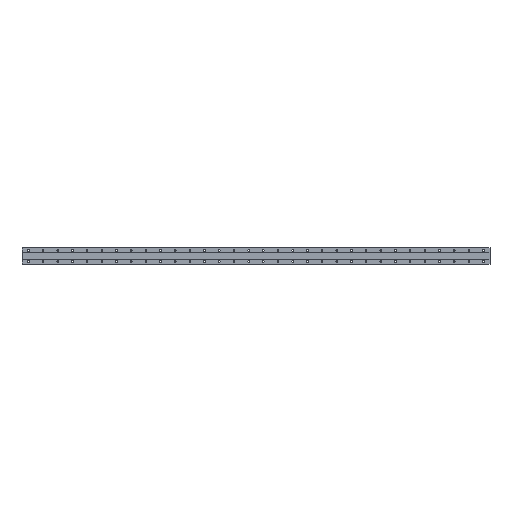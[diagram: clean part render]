
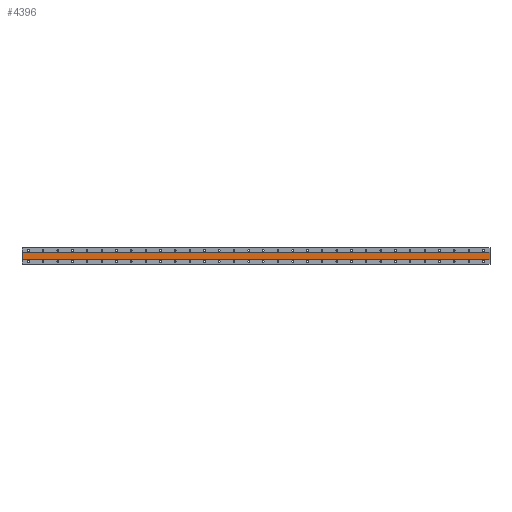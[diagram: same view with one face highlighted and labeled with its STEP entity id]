
A CAD part, front view. The second image highlights one B-rep face of the part: STEP entity #4396.
In plain terms, the highlighted planar face has unit normal (0, -1, 0).
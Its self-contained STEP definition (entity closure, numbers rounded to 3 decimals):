
#30 = CARTESIAN_POINT ( 'NONE',  ( 2515., 1., 20. ) ) ;
#451 = VECTOR ( 'NONE', #9459, 1000. ) ;
#536 = CARTESIAN_POINT ( 'NONE',  ( -35., 1., 20. ) ) ;
#582 = CARTESIAN_POINT ( 'NONE',  ( 2515., 1., -20. ) ) ;
#626 = ORIENTED_EDGE ( 'NONE', *, *, #2562, .F. ) ;
#741 = PLANE ( 'NONE',  #885 ) ;
#856 = LINE ( 'NONE', #30, #1720 ) ;
#885 = AXIS2_PLACEMENT_3D ( 'NONE', #4940, #9271, #1498 ) ;
#1304 = CARTESIAN_POINT ( 'NONE',  ( -35., 1., -20. ) ) ;
#1383 = ORIENTED_EDGE ( 'NONE', *, *, #5954, .F. ) ;
#1498 = DIRECTION ( 'NONE',  ( 0., 0., 1. ) ) ;
#1720 = VECTOR ( 'NONE', #3392, 1000. ) ;
#1934 = VECTOR ( 'NONE', #10631, 1000. ) ;
#2176 = LINE ( 'NONE', #582, #1934 ) ;
#2399 = EDGE_LOOP ( 'NONE', ( #1383, #5802, #626, #3176 ) ) ;
#2562 = EDGE_CURVE ( 'NONE', #3183, #8805, #7616, .T. ) ;
#3055 = EDGE_CURVE ( 'NONE', #8805, #5358, #856, .T. ) ;
#3176 = ORIENTED_EDGE ( 'NONE', *, *, #5602, .F. ) ;
#3183 = VERTEX_POINT ( 'NONE', #3967 ) ;
#3262 = CARTESIAN_POINT ( 'NONE',  ( 2515., 1., -20. ) ) ;
#3392 = DIRECTION ( 'NONE',  ( 0., 0., -1. ) ) ;
#3454 = CARTESIAN_POINT ( 'NONE',  ( 2515., 1., 20. ) ) ;
#3967 = CARTESIAN_POINT ( 'NONE',  ( -35., 1., 20. ) ) ;
#4396 = ADVANCED_FACE ( 'NONE', ( #4823 ), #741, .F. ) ;
#4823 = FACE_OUTER_BOUND ( 'NONE', #2399, .T. ) ;
#4940 = CARTESIAN_POINT ( 'NONE',  ( 2515., 1., 20. ) ) ;
#5358 = VERTEX_POINT ( 'NONE', #3262 ) ;
#5503 = DIRECTION ( 'NONE',  ( 0., 0., 1. ) ) ;
#5602 = EDGE_CURVE ( 'NONE', #7118, #3183, #9917, .T. ) ;
#5802 = ORIENTED_EDGE ( 'NONE', *, *, #3055, .F. ) ;
#5954 = EDGE_CURVE ( 'NONE', #5358, #7118, #2176, .T. ) ;
#6581 = VECTOR ( 'NONE', #5503, 1000. ) ;
#7118 = VERTEX_POINT ( 'NONE', #1304 ) ;
#7616 = LINE ( 'NONE', #3454, #451 ) ;
#8805 = VERTEX_POINT ( 'NONE', #9828 ) ;
#9271 = DIRECTION ( 'NONE',  ( 0., 1., 0. ) ) ;
#9459 = DIRECTION ( 'NONE',  ( 1., 0., 0. ) ) ;
#9828 = CARTESIAN_POINT ( 'NONE',  ( 2515., 1., 20. ) ) ;
#9917 = LINE ( 'NONE', #536, #6581 ) ;
#10631 = DIRECTION ( 'NONE',  ( -1., 0., 0. ) ) ;
